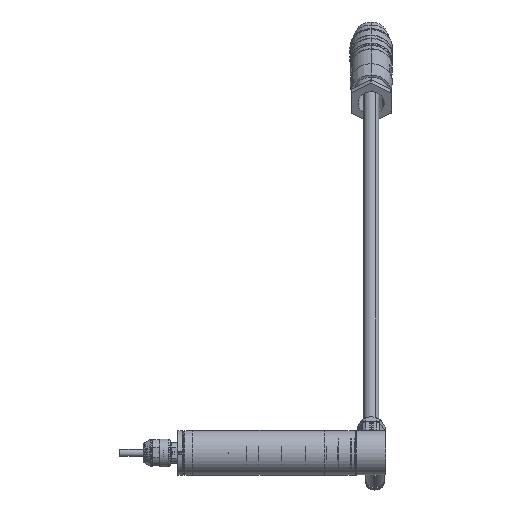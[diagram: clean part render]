
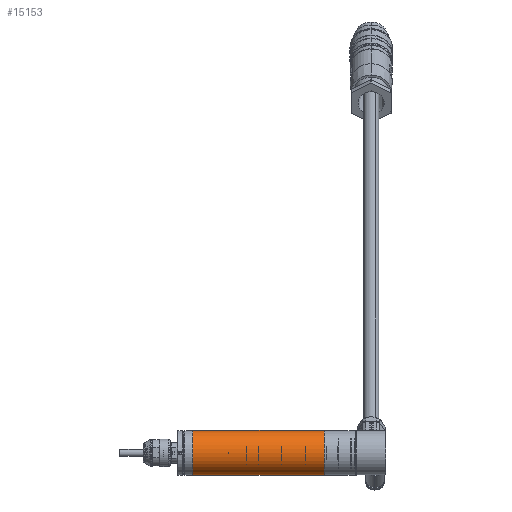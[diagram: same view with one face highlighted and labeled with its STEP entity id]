
A CAD part, front view. The second image highlights one B-rep face of the part: STEP entity #15153.
In plain terms, the highlighted cylindrical face has radius 9.525 mm (diameter 19.05 mm), a partial arc.
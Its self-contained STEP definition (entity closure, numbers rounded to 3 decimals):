
#258 = CARTESIAN_POINT ( 'NONE',  ( -2.845, 0., 9.525 ) ) ;
#972 = CYLINDRICAL_SURFACE ( 'NONE', #2687, 9.525 ) ;
#2687 = AXIS2_PLACEMENT_3D ( 'NONE', #8762, #12019, #6726 ) ;
#2876 = ORIENTED_EDGE ( 'NONE', *, *, #21124, .F. ) ;
#4426 = EDGE_LOOP ( 'NONE', ( #8688, #22381, #15395, #2876 ) ) ;
#4507 = EDGE_CURVE ( 'NONE', #5731, #8336, #14818, .T. ) ;
#5223 = DIRECTION ( 'NONE',  ( -1., 0., 0. ) ) ;
#5731 = VERTEX_POINT ( 'NONE', #9478 ) ;
#6103 = CARTESIAN_POINT ( 'NONE',  ( 60., 0., 0. ) ) ;
#6192 = CIRCLE ( 'NONE', #20470, 9.525 ) ;
#6726 = DIRECTION ( 'NONE',  ( 0., 0., 1. ) ) ;
#7701 = EDGE_CURVE ( 'NONE', #5731, #9587, #6192, .T. ) ;
#7751 = DIRECTION ( 'NONE',  ( -1., 0., 0. ) ) ;
#8336 = VERTEX_POINT ( 'NONE', #15797 ) ;
#8572 = CARTESIAN_POINT ( 'NONE',  ( 4., 0., 9.525 ) ) ;
#8688 = ORIENTED_EDGE ( 'NONE', *, *, #7701, .F. ) ;
#8762 = CARTESIAN_POINT ( 'NONE',  ( -2.845, 0., 0. ) ) ;
#9478 = CARTESIAN_POINT ( 'NONE',  ( 4., 0., -9.525 ) ) ;
#9587 = VERTEX_POINT ( 'NONE', #8572 ) ;
#12019 = DIRECTION ( 'NONE',  ( 1., 0., 0. ) ) ;
#12911 = CARTESIAN_POINT ( 'NONE',  ( -2.845, 0., -9.525 ) ) ;
#13936 = DIRECTION ( 'NONE',  ( 1., 0., 0. ) ) ;
#14818 = LINE ( 'NONE', #12911, #23473 ) ;
#15153 = ADVANCED_FACE ( 'NONE', ( #23688 ), #972, .T. ) ;
#15337 = VECTOR ( 'NONE', #13936, 1000. ) ;
#15395 = ORIENTED_EDGE ( 'NONE', *, *, #24023, .T. ) ;
#15550 = DIRECTION ( 'NONE',  ( 0., 0., 1. ) ) ;
#15797 = CARTESIAN_POINT ( 'NONE',  ( 60., 0., -9.525 ) ) ;
#17785 = LINE ( 'NONE', #258, #15337 ) ;
#19376 = CARTESIAN_POINT ( 'NONE',  ( 60., 0., 9.525 ) ) ;
#20335 = AXIS2_PLACEMENT_3D ( 'NONE', #6103, #7751, #15550 ) ;
#20470 = AXIS2_PLACEMENT_3D ( 'NONE', #22741, #5223, #20817 ) ;
#20817 = DIRECTION ( 'NONE',  ( 0., 0., 1. ) ) ;
#21124 = EDGE_CURVE ( 'NONE', #9587, #22815, #17785, .T. ) ;
#22381 = ORIENTED_EDGE ( 'NONE', *, *, #4507, .T. ) ;
#22631 = DIRECTION ( 'NONE',  ( 1., 0., 0. ) ) ;
#22741 = CARTESIAN_POINT ( 'NONE',  ( 4., 0., 0. ) ) ;
#22815 = VERTEX_POINT ( 'NONE', #19376 ) ;
#23211 = CIRCLE ( 'NONE', #20335, 9.525 ) ;
#23473 = VECTOR ( 'NONE', #22631, 1000. ) ;
#23688 = FACE_OUTER_BOUND ( 'NONE', #4426, .T. ) ;
#24023 = EDGE_CURVE ( 'NONE', #8336, #22815, #23211, .T. ) ;
